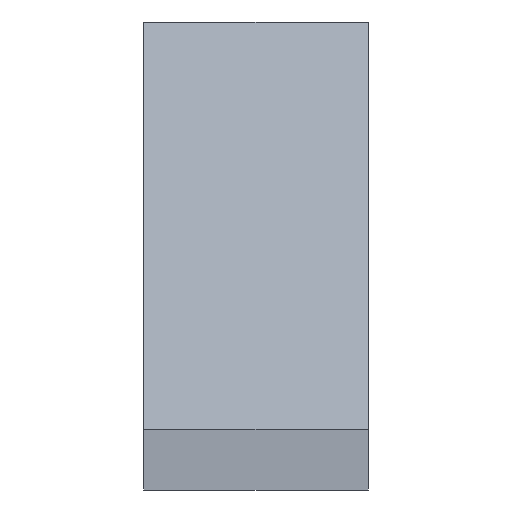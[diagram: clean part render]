
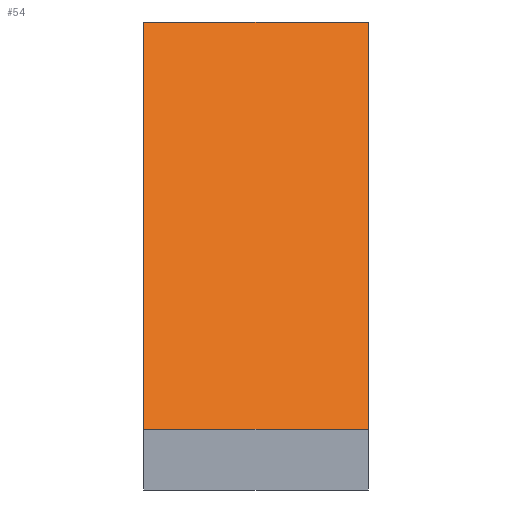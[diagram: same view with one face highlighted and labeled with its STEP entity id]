
A CAD part, front view. The second image highlights one B-rep face of the part: STEP entity #54.
In plain terms, the highlighted planar face has unit normal (0, -0.707, 0.707).
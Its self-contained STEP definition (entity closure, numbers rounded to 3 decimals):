
#54=ADVANCED_FACE('',(#106),#107,.T.);
#106=FACE_OUTER_BOUND('',#153,.T.);
#107=PLANE('',#154);
#153=EDGE_LOOP('',(#249,#250,#251,#252));
#154=AXIS2_PLACEMENT_3D('',#253,#254,#255);
#249=ORIENTED_EDGE('',*,*,#327,.F.);
#250=ORIENTED_EDGE('',*,*,#306,.F.);
#251=ORIENTED_EDGE('',*,*,#325,.F.);
#252=ORIENTED_EDGE('',*,*,#316,.F.);
#253=CARTESIAN_POINT('',(0.,-12.996,100.0));
#254=DIRECTION('',(0.,-0.707,0.707));
#255=DIRECTION('',(-1.0,0.,0.0));
#306=EDGE_CURVE('',#364,#366,#367,.T.);
#316=EDGE_CURVE('',#380,#382,#383,.T.);
#325=EDGE_CURVE('',#382,#364,#394,.T.);
#327=EDGE_CURVE('',#366,#380,#396,.T.);
#364=VERTEX_POINT('',#447);
#366=VERTEX_POINT('',#450);
#367=LINE('',#451,#452);
#380=VERTEX_POINT('',#471);
#382=VERTEX_POINT('',#474);
#383=LINE('',#475,#476);
#394=LINE('',#492,#493);
#396=LINE('',#495,#496);
#447=CARTESIAN_POINT('',(24.0,-12.996,100.0));
#450=CARTESIAN_POINT('',(24.0,-100.0,12.996));
#451=CARTESIAN_POINT('',(24.0,-12.996,100.0));
#452=VECTOR('',#521,123.043);
#471=CARTESIAN_POINT('',(-24.0,-100.0,12.996));
#474=CARTESIAN_POINT('',(-24.0,-12.996,100.0));
#475=CARTESIAN_POINT('',(-24.0,-100.0,12.996));
#476=VECTOR('',#529,123.043);
#492=CARTESIAN_POINT('',(-24.0,-12.996,100.0));
#493=VECTOR('',#535,48.0);
#495=CARTESIAN_POINT('',(24.0,-100.0,12.996));
#496=VECTOR('',#536,48.0);
#521=DIRECTION('',(0.,-0.707,-0.707));
#529=DIRECTION('',(0.,0.707,0.707));
#535=DIRECTION('',(1.0,0.,0.));
#536=DIRECTION('',(-1.0,0.,0.));
